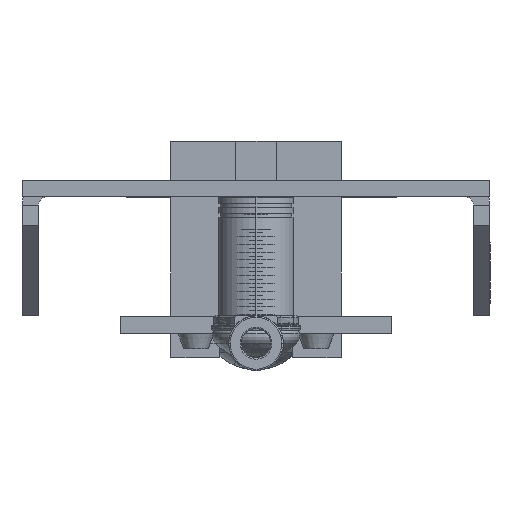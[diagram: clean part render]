
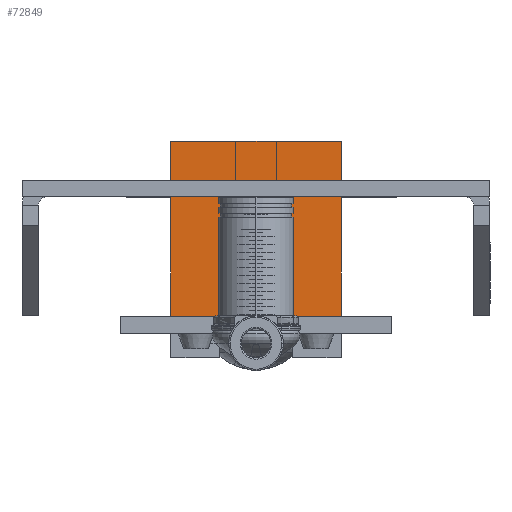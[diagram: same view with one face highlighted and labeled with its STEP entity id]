
A CAD part, left-side view. The second image highlights one B-rep face of the part: STEP entity #72849.
In plain terms, the highlighted planar face has unit normal (-1, 0, 0).
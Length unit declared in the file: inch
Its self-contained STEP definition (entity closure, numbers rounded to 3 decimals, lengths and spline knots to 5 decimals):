
#3475 = AXIS2_PLACEMENT_3D ( 'NONE', #43284, #97390, #51053 ) ;
#3866 = VERTEX_POINT ( 'NONE', #49461 ) ;
#4843 = EDGE_CURVE ( 'NONE', #3866, #87948, #67775, .T. ) ;
#5725 = ORIENTED_EDGE ( 'NONE', *, *, #32511, .T. ) ;
#7857 = LINE ( 'NONE', #88412, #46577 ) ;
#8504 = VECTOR ( 'NONE', #12940, 39.37008 ) ;
#9945 = FACE_OUTER_BOUND ( 'NONE', #27079, .T. ) ;
#11098 = ORIENTED_EDGE ( 'NONE', *, *, #14175, .F. ) ;
#12940 = DIRECTION ( 'NONE',  ( 0., 0., 1. ) ) ;
#13779 = DIRECTION ( 'NONE',  ( 0., -1., 0. ) ) ;
#14101 = CARTESIAN_POINT ( 'NONE',  ( -1.215, 0.646, -0.315 ) ) ;
#14175 = EDGE_CURVE ( 'NONE', #74680, #57709, #62322, .T. ) ;
#22070 = CARTESIAN_POINT ( 'NONE',  ( -1.215, 0.646, 0.315 ) ) ;
#27079 = EDGE_LOOP ( 'NONE', ( #33503, #70565, #11098, #5725 ) ) ;
#32511 = EDGE_CURVE ( 'NONE', #74680, #3866, #70894, .T. ) ;
#32805 = CARTESIAN_POINT ( 'NONE',  ( -1.215, 0.646, 0.315 ) ) ;
#33503 = ORIENTED_EDGE ( 'NONE', *, *, #4843, .T. ) ;
#37512 = EDGE_CURVE ( 'NONE', #57709, #87948, #7857, .T. ) ;
#43284 = CARTESIAN_POINT ( 'NONE',  ( -1.215, 0.646, 0.315 ) ) ;
#46577 = VECTOR ( 'NONE', #96207, 39.37008 ) ;
#47921 = VECTOR ( 'NONE', #13779, 39.37008 ) ;
#49461 = CARTESIAN_POINT ( 'NONE',  ( -1.215, 0., -0.315 ) ) ;
#51053 = DIRECTION ( 'NONE',  ( 0., 0., -1. ) ) ;
#51160 = CARTESIAN_POINT ( 'NONE',  ( -1.215, 0., 0.315 ) ) ;
#51573 = CARTESIAN_POINT ( 'NONE',  ( -1.215, 0., 0.315 ) ) ;
#57709 = VERTEX_POINT ( 'NONE', #22070 ) ;
#58443 = PLANE ( 'NONE',  #3475 ) ;
#62322 = LINE ( 'NONE', #32805, #82898 ) ;
#67775 = LINE ( 'NONE', #51160, #8504 ) ;
#70565 = ORIENTED_EDGE ( 'NONE', *, *, #37512, .F. ) ;
#70894 = LINE ( 'NONE', #14101, #47921 ) ;
#72849 = ADVANCED_FACE ( 'NONE', ( #9945 ), #58443, .F. ) ;
#74680 = VERTEX_POINT ( 'NONE', #99756 ) ;
#79124 = DIRECTION ( 'NONE',  ( 0., 0., 1. ) ) ;
#82898 = VECTOR ( 'NONE', #79124, 39.37008 ) ;
#87948 = VERTEX_POINT ( 'NONE', #51573 ) ;
#88412 = CARTESIAN_POINT ( 'NONE',  ( -1.215, 0.646, 0.315 ) ) ;
#96207 = DIRECTION ( 'NONE',  ( 0., -1., 0. ) ) ;
#97390 = DIRECTION ( 'NONE',  ( 1., 0., 0. ) ) ;
#99756 = CARTESIAN_POINT ( 'NONE',  ( -1.215, 0.646, -0.315 ) ) ;
